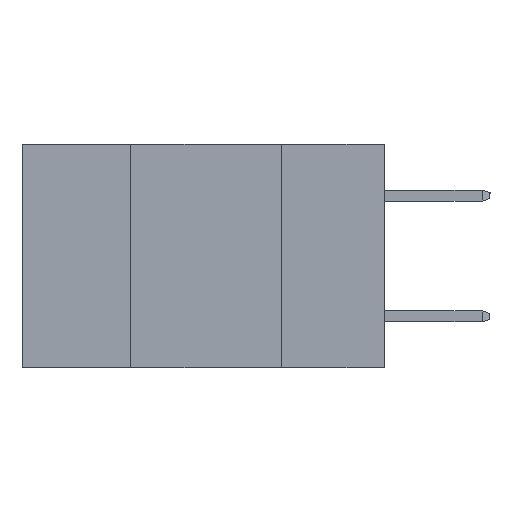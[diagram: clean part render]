
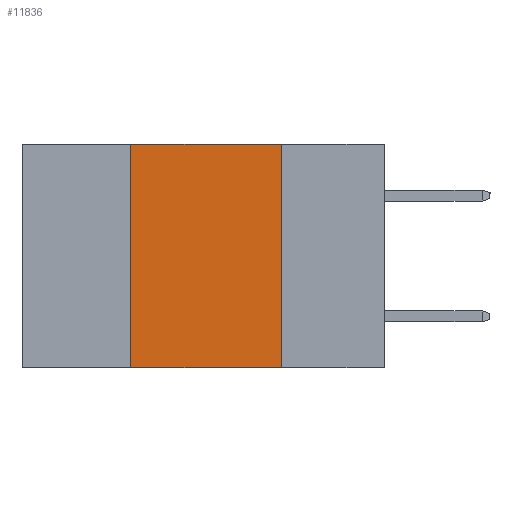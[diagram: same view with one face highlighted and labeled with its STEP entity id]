
A CAD part, left-side view. The second image highlights one B-rep face of the part: STEP entity #11836.
In plain terms, the highlighted planar face has unit normal (-1, 0, 0).
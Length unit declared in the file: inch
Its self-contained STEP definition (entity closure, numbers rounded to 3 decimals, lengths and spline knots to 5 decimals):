
#494 = CARTESIAN_POINT ( 'NONE',  ( 0., 0.6, 0. ) ) ;
#923 = VERTEX_POINT ( 'NONE', #10465 ) ;
#1045 = ORIENTED_EDGE ( 'NONE', *, *, #2541, .T. ) ;
#1367 = VECTOR ( 'NONE', #13934, 39.37008 ) ;
#1821 = EDGE_CURVE ( 'NONE', #9748, #7750, #10105, .T. ) ;
#2290 = AXIS2_PLACEMENT_3D ( 'NONE', #12202, #9794, #2699 ) ;
#2536 = PLANE ( 'NONE',  #2290 ) ;
#2541 = EDGE_CURVE ( 'NONE', #923, #14248, #6127, .T. ) ;
#2699 = DIRECTION ( 'NONE',  ( 0., 0., -1. ) ) ;
#4197 = DIRECTION ( 'NONE',  ( 0., -1., 0. ) ) ;
#4339 = VECTOR ( 'NONE', #14633, 39.37008 ) ;
#4451 = VECTOR ( 'NONE', #14211, 39.37008 ) ;
#6127 = LINE ( 'NONE', #10873, #4451 ) ;
#6344 = LINE ( 'NONE', #12696, #1367 ) ;
#7053 = ORIENTED_EDGE ( 'NONE', *, *, #12916, .F. ) ;
#7750 = VERTEX_POINT ( 'NONE', #13687 ) ;
#8794 = LINE ( 'NONE', #10018, #4339 ) ;
#9037 = CARTESIAN_POINT ( 'NONE',  ( 0., 0.17, -0.37 ) ) ;
#9411 = VECTOR ( 'NONE', #4197, 39.37008 ) ;
#9534 = CARTESIAN_POINT ( 'NONE',  ( 0., 0.42, 0. ) ) ;
#9748 = VERTEX_POINT ( 'NONE', #9534 ) ;
#9765 = EDGE_LOOP ( 'NONE', ( #12737, #10209, #7053, #1045 ) ) ;
#9794 = DIRECTION ( 'NONE',  ( 1., 0., 0. ) ) ;
#10018 = CARTESIAN_POINT ( 'NONE',  ( 0., 0.17, -0.37 ) ) ;
#10105 = LINE ( 'NONE', #494, #9411 ) ;
#10209 = ORIENTED_EDGE ( 'NONE', *, *, #1821, .F. ) ;
#10465 = CARTESIAN_POINT ( 'NONE',  ( 0., 0.42, -0.37 ) ) ;
#10736 = FACE_OUTER_BOUND ( 'NONE', #9765, .T. ) ;
#10873 = CARTESIAN_POINT ( 'NONE',  ( 0., 0.6, -0.37 ) ) ;
#11836 = ADVANCED_FACE ( 'NONE', ( #10736 ), #2536, .F. ) ;
#12202 = CARTESIAN_POINT ( 'NONE',  ( 0., 0.6, 0. ) ) ;
#12696 = CARTESIAN_POINT ( 'NONE',  ( 0., 0.42, -0.37 ) ) ;
#12737 = ORIENTED_EDGE ( 'NONE', *, *, #14167, .F. ) ;
#12916 = EDGE_CURVE ( 'NONE', #923, #9748, #6344, .T. ) ;
#13687 = CARTESIAN_POINT ( 'NONE',  ( 0., 0.17, 0. ) ) ;
#13934 = DIRECTION ( 'NONE',  ( 0., 0., 1. ) ) ;
#14167 = EDGE_CURVE ( 'NONE', #7750, #14248, #8794, .T. ) ;
#14211 = DIRECTION ( 'NONE',  ( 0., -1., 0. ) ) ;
#14248 = VERTEX_POINT ( 'NONE', #9037 ) ;
#14633 = DIRECTION ( 'NONE',  ( 0., 0., -1. ) ) ;
